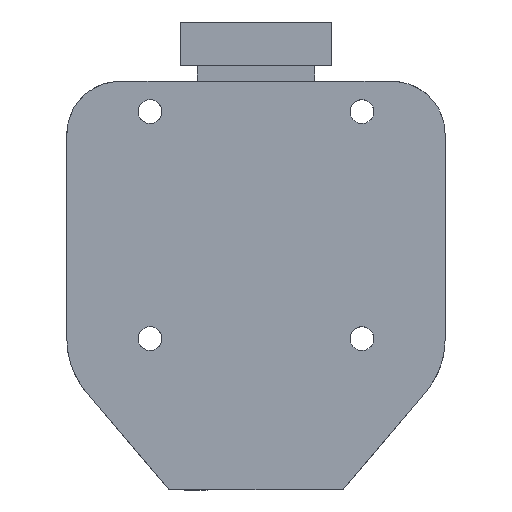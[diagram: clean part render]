
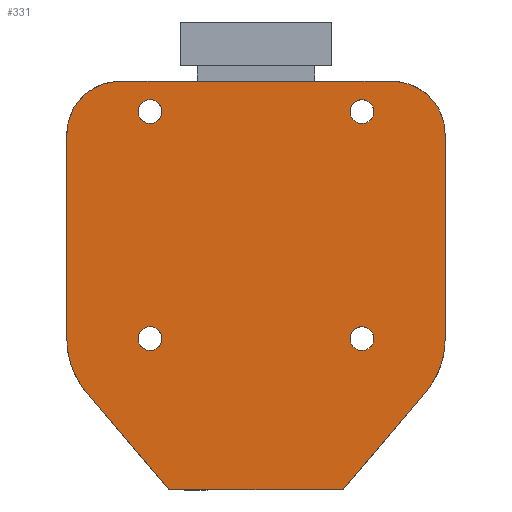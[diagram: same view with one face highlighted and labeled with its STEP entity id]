
A CAD part, front view. The second image highlights one B-rep face of the part: STEP entity #331.
In plain terms, the highlighted planar face has unit normal (0, -1, 0).
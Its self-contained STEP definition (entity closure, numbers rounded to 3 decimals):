
#31 = VERTEX_POINT('',#32);
#32 = CARTESIAN_POINT('',(-50.,-40.,-34.));
#38 = EDGE_CURVE('',#31,#39,#41,.T.);
#39 = VERTEX_POINT('',#40);
#40 = CARTESIAN_POINT('',(-50.,-40.,20.));
#41 = LINE('',#42,#43);
#42 = CARTESIAN_POINT('',(-50.,-40.,-34.));
#43 = VECTOR('',#44,1.);
#44 = DIRECTION('',(0.,0.,1.));
#312 = VERTEX_POINT('',#313);
#313 = CARTESIAN_POINT('',(-36.,-40.,34.));
#319 = EDGE_CURVE('',#312,#39,#320,.T.);
#320 = CIRCLE('',#321,14.);
#321 = AXIS2_PLACEMENT_3D('',#322,#323,#324);
#322 = CARTESIAN_POINT('',(-36.,-40.,20.));
#323 = DIRECTION('',(0.,-1.,0.));
#324 = DIRECTION('',(1.,0.,0.));
#331 = ADVANCED_FACE('',(#332,#417,#428,#439,#450),#461,.F.);
#332 = FACE_BOUND('',#333,.F.);
#333 = EDGE_LOOP('',(#334,#335,#336,#344,#352,#360,#369,#377,#386,#394,
    #402,#410));
#334 = ORIENTED_EDGE('',*,*,#38,.T.);
#335 = ORIENTED_EDGE('',*,*,#319,.F.);
#336 = ORIENTED_EDGE('',*,*,#337,.T.);
#337 = EDGE_CURVE('',#312,#338,#340,.T.);
#338 = VERTEX_POINT('',#339);
#339 = CARTESIAN_POINT('',(-15.5,-40.,34.));
#340 = LINE('',#341,#342);
#341 = CARTESIAN_POINT('',(-36.,-40.,34.));
#342 = VECTOR('',#343,1.);
#343 = DIRECTION('',(1.,0.,0.));
#344 = ORIENTED_EDGE('',*,*,#345,.T.);
#345 = EDGE_CURVE('',#338,#346,#348,.T.);
#346 = VERTEX_POINT('',#347);
#347 = CARTESIAN_POINT('',(15.5,-40.,34.));
#348 = LINE('',#349,#350);
#349 = CARTESIAN_POINT('',(-36.,-40.,34.));
#350 = VECTOR('',#351,1.);
#351 = DIRECTION('',(1.,0.,0.));
#352 = ORIENTED_EDGE('',*,*,#353,.T.);
#353 = EDGE_CURVE('',#346,#354,#356,.T.);
#354 = VERTEX_POINT('',#355);
#355 = CARTESIAN_POINT('',(36.,-40.,34.));
#356 = LINE('',#357,#358);
#357 = CARTESIAN_POINT('',(-36.,-40.,34.));
#358 = VECTOR('',#359,1.);
#359 = DIRECTION('',(1.,0.,0.));
#360 = ORIENTED_EDGE('',*,*,#361,.F.);
#361 = EDGE_CURVE('',#362,#354,#364,.T.);
#362 = VERTEX_POINT('',#363);
#363 = CARTESIAN_POINT('',(50.,-40.,20.));
#364 = CIRCLE('',#365,14.);
#365 = AXIS2_PLACEMENT_3D('',#366,#367,#368);
#366 = CARTESIAN_POINT('',(36.,-40.,20.));
#367 = DIRECTION('',(0.,-1.,0.));
#368 = DIRECTION('',(1.,0.,0.));
#369 = ORIENTED_EDGE('',*,*,#370,.T.);
#370 = EDGE_CURVE('',#362,#371,#373,.T.);
#371 = VERTEX_POINT('',#372);
#372 = CARTESIAN_POINT('',(50.,-40.,-34.));
#373 = LINE('',#374,#375);
#374 = CARTESIAN_POINT('',(50.,-40.,20.));
#375 = VECTOR('',#376,1.);
#376 = DIRECTION('',(0.,0.,-1.));
#377 = ORIENTED_EDGE('',*,*,#378,.F.);
#378 = EDGE_CURVE('',#379,#371,#381,.T.);
#379 = VERTEX_POINT('',#380);
#380 = CARTESIAN_POINT('',(44.803,-40.,-48.2));
#381 = CIRCLE('',#382,22.);
#382 = AXIS2_PLACEMENT_3D('',#383,#384,#385);
#383 = CARTESIAN_POINT('',(28.,-40.,-34.));
#384 = DIRECTION('',(0.,-1.,0.));
#385 = DIRECTION('',(1.,0.,0.));
#386 = ORIENTED_EDGE('',*,*,#387,.T.);
#387 = EDGE_CURVE('',#379,#388,#390,.T.);
#388 = VERTEX_POINT('',#389);
#389 = CARTESIAN_POINT('',(23.,-40.,-74.));
#390 = LINE('',#391,#392);
#391 = CARTESIAN_POINT('',(44.803,-40.,-48.2));
#392 = VECTOR('',#393,1.);
#393 = DIRECTION('',(-0.645,0.,-0.764));
#394 = ORIENTED_EDGE('',*,*,#395,.T.);
#395 = EDGE_CURVE('',#388,#396,#398,.T.);
#396 = VERTEX_POINT('',#397);
#397 = CARTESIAN_POINT('',(-23.,-40.,-74.));
#398 = LINE('',#399,#400);
#399 = CARTESIAN_POINT('',(23.,-40.,-74.));
#400 = VECTOR('',#401,1.);
#401 = DIRECTION('',(-1.,0.,0.));
#402 = ORIENTED_EDGE('',*,*,#403,.T.);
#403 = EDGE_CURVE('',#396,#404,#406,.T.);
#404 = VERTEX_POINT('',#405);
#405 = CARTESIAN_POINT('',(-44.803,-40.,-48.2));
#406 = LINE('',#407,#408);
#407 = CARTESIAN_POINT('',(-23.,-40.,-74.));
#408 = VECTOR('',#409,1.);
#409 = DIRECTION('',(-0.645,0.,0.764));
#410 = ORIENTED_EDGE('',*,*,#411,.F.);
#411 = EDGE_CURVE('',#31,#404,#412,.T.);
#412 = CIRCLE('',#413,22.);
#413 = AXIS2_PLACEMENT_3D('',#414,#415,#416);
#414 = CARTESIAN_POINT('',(-28.,-40.,-34.));
#415 = DIRECTION('',(0.,-1.,0.));
#416 = DIRECTION('',(1.,0.,0.));
#417 = FACE_BOUND('',#418,.F.);
#418 = EDGE_LOOP('',(#419));
#419 = ORIENTED_EDGE('',*,*,#420,.T.);
#420 = EDGE_CURVE('',#421,#421,#423,.T.);
#421 = VERTEX_POINT('',#422);
#422 = CARTESIAN_POINT('',(31.15,-40.,-34.));
#423 = CIRCLE('',#424,3.15);
#424 = AXIS2_PLACEMENT_3D('',#425,#426,#427);
#425 = CARTESIAN_POINT('',(28.,-40.,-34.));
#426 = DIRECTION('',(0.,-1.,0.));
#427 = DIRECTION('',(1.,0.,0.));
#428 = FACE_BOUND('',#429,.F.);
#429 = EDGE_LOOP('',(#430));
#430 = ORIENTED_EDGE('',*,*,#431,.T.);
#431 = EDGE_CURVE('',#432,#432,#434,.T.);
#432 = VERTEX_POINT('',#433);
#433 = CARTESIAN_POINT('',(-24.85,-40.,-34.));
#434 = CIRCLE('',#435,3.15);
#435 = AXIS2_PLACEMENT_3D('',#436,#437,#438);
#436 = CARTESIAN_POINT('',(-28.,-40.,-34.));
#437 = DIRECTION('',(0.,-1.,0.));
#438 = DIRECTION('',(1.,0.,0.));
#439 = FACE_BOUND('',#440,.F.);
#440 = EDGE_LOOP('',(#441));
#441 = ORIENTED_EDGE('',*,*,#442,.T.);
#442 = EDGE_CURVE('',#443,#443,#445,.T.);
#443 = VERTEX_POINT('',#444);
#444 = CARTESIAN_POINT('',(31.15,-40.,26.));
#445 = CIRCLE('',#446,3.15);
#446 = AXIS2_PLACEMENT_3D('',#447,#448,#449);
#447 = CARTESIAN_POINT('',(28.,-40.,26.));
#448 = DIRECTION('',(0.,-1.,0.));
#449 = DIRECTION('',(1.,0.,0.));
#450 = FACE_BOUND('',#451,.F.);
#451 = EDGE_LOOP('',(#452));
#452 = ORIENTED_EDGE('',*,*,#453,.T.);
#453 = EDGE_CURVE('',#454,#454,#456,.T.);
#454 = VERTEX_POINT('',#455);
#455 = CARTESIAN_POINT('',(-24.85,-40.,26.));
#456 = CIRCLE('',#457,3.15);
#457 = AXIS2_PLACEMENT_3D('',#458,#459,#460);
#458 = CARTESIAN_POINT('',(-28.,-40.,26.));
#459 = DIRECTION('',(0.,-1.,0.));
#460 = DIRECTION('',(1.,0.,0.));
#461 = PLANE('',#462);
#462 = AXIS2_PLACEMENT_3D('',#463,#464,#465);
#463 = CARTESIAN_POINT('',(0.,-40.,-14.142));
#464 = DIRECTION('',(0.,1.,0.));
#465 = DIRECTION('',(0.,0.,1.));
